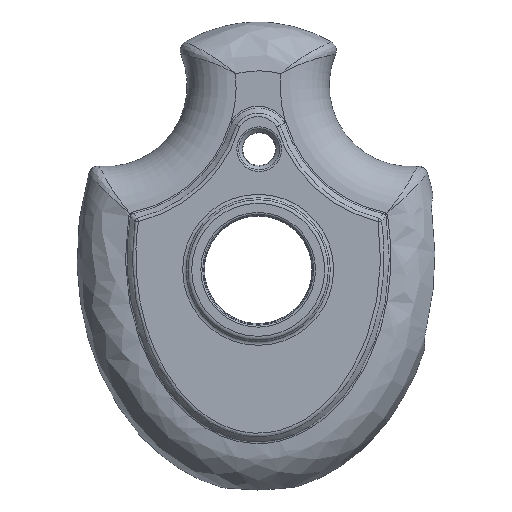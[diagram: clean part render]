
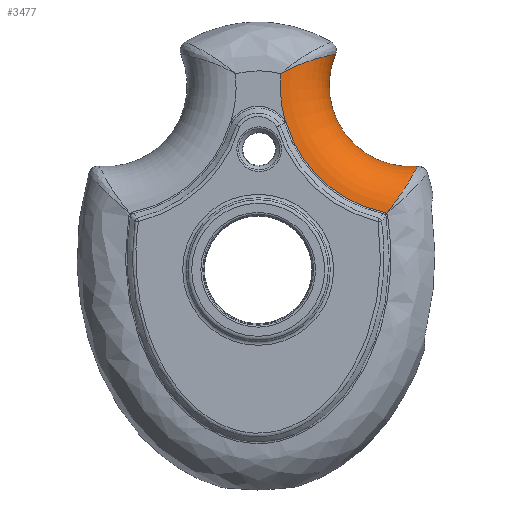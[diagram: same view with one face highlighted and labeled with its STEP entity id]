
A CAD part, top view. The second image highlights one B-rep face of the part: STEP entity #3477.
In plain terms, the highlighted toroidal (fillet/blend) face has major radius 26.5 mm and minor radius 10 mm.
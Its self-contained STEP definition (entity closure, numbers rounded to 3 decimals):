
#426=CIRCLE('',#3731,7.184);
#427=CIRCLE('',#3732,26.397);
#428=CIRCLE('',#3733,26.5);
#429=CIRCLE('',#3734,16.5);
#430=CIRCLE('',#3735,26.5);
#611=TOROIDAL_SURFACE('',#3730,26.5,10.);
#660=FACE_OUTER_BOUND('',#879,.T.);
#879=EDGE_LOOP('',(#2361,#2362,#2363,#2364,#2365,#2366,#2367,#2368));
#1141=B_SPLINE_CURVE_WITH_KNOTS('',3,(#5912,#5913,#5914,#5915),
 .UNSPECIFIED.,.F.,.F.,(4,4),(0.,0.049),.UNSPECIFIED.);
#1142=B_SPLINE_CURVE_WITH_KNOTS('',3,(#5919,#5920,#5921,#5922,#5923,#5924,
#5925,#5926,#5927,#5928),.UNSPECIFIED.,.F.,.F.,(4,1,1,1,1,2,4),(0.,0.281,
0.563,0.844,1.125,1.407,1.408),
 .UNSPECIFIED.);
#1143=B_SPLINE_CURVE_WITH_KNOTS('',3,(#5932,#5933,#5934,#5935,#5936,#5937,
#5938,#5939,#5940,#5941,#5942,#5943,#5944,#5945,#5946),.UNSPECIFIED.,.F.,
 .F.,(4,2,1,1,1,1,1,1,1,1,1,4),(-0.002,0.,0.145,
0.29,0.436,0.581,0.726,
0.871,1.016,1.162,1.307,1.452),
 .UNSPECIFIED.);
#1382=VERTEX_POINT('',#5906);
#1383=VERTEX_POINT('',#5907);
#1384=VERTEX_POINT('',#5909);
#1385=VERTEX_POINT('',#5911);
#1386=VERTEX_POINT('',#5916);
#1387=VERTEX_POINT('',#5918);
#1388=VERTEX_POINT('',#5929);
#1389=VERTEX_POINT('',#5931);
#1760=EDGE_CURVE('',#1382,#1383,#426,.T.);
#1761=EDGE_CURVE('',#1384,#1382,#427,.T.);
#1762=EDGE_CURVE('',#1385,#1384,#1141,.T.);
#1763=EDGE_CURVE('',#1385,#1386,#428,.T.);
#1764=EDGE_CURVE('',#1387,#1386,#1142,.T.);
#1765=EDGE_CURVE('',#1387,#1388,#429,.T.);
#1766=EDGE_CURVE('',#1389,#1388,#1143,.T.);
#1767=EDGE_CURVE('',#1389,#1383,#430,.T.);
#2361=ORIENTED_EDGE('',*,*,#1760,.F.);
#2362=ORIENTED_EDGE('',*,*,#1761,.F.);
#2363=ORIENTED_EDGE('',*,*,#1762,.F.);
#2364=ORIENTED_EDGE('',*,*,#1763,.T.);
#2365=ORIENTED_EDGE('',*,*,#1764,.F.);
#2366=ORIENTED_EDGE('',*,*,#1765,.T.);
#2367=ORIENTED_EDGE('',*,*,#1766,.F.);
#2368=ORIENTED_EDGE('',*,*,#1767,.T.);
#3477=ADVANCED_FACE('',(#660),#611,.T.);
#3730=AXIS2_PLACEMENT_3D('',#5905,#4150,#4151);
#3731=AXIS2_PLACEMENT_3D('',#5908,#4152,#4153);
#3732=AXIS2_PLACEMENT_3D('',#5910,#4154,#4155);
#3733=AXIS2_PLACEMENT_3D('',#5917,#4156,#4157);
#3734=AXIS2_PLACEMENT_3D('',#5930,#4158,#4159);
#3735=AXIS2_PLACEMENT_3D('',#5947,#4160,#4161);
#4150=DIRECTION('center_axis',(0.,0.,-1.));
#4151=DIRECTION('ref_axis',(-1.,0.,0.));
#4152=DIRECTION('center_axis',(-0.034,-0.022,
0.999));
#4153=DIRECTION('ref_axis',(0.842,0.538,0.041));
#4154=DIRECTION('center_axis',(0.,0.,-1.));
#4155=DIRECTION('ref_axis',(-0.204,-0.979,0.));
#4156=DIRECTION('center_axis',(0.,0.,1.));
#4157=DIRECTION('ref_axis',(-0.81,-0.587,0.));
#4158=DIRECTION('center_axis',(0.,0.,-1.));
#4159=DIRECTION('ref_axis',(-0.81,-0.587,0.));
#4160=DIRECTION('center_axis',(0.,0.,1.));
#4161=DIRECTION('ref_axis',(-0.81,-0.587,0.));
#5905=CARTESIAN_POINT('Origin',(31.,35.,22.));
#5906=CARTESIAN_POINT('',(5.7,27.467,31.999));
#5907=CARTESIAN_POINT('',(5.494,27.81,32.));
#5908=CARTESIAN_POINT('Origin',(-0.553,23.943,31.707));
#5909=CARTESIAN_POINT('',(25.614,9.158,31.999));
#5910=CARTESIAN_POINT('Origin',(31.,35.,31.999));
#5911=CARTESIAN_POINT('',(26.062,8.964,32.));
#5912=CARTESIAN_POINT('Ctrl Pts',(26.062,8.964,32.));
#5913=CARTESIAN_POINT('Ctrl Pts',(25.93,9.06,32.));
#5914=CARTESIAN_POINT('Ctrl Pts',(25.775,9.124,31.999));
#5915=CARTESIAN_POINT('Ctrl Pts',(25.614,9.158,31.999));
#5916=CARTESIAN_POINT('',(26.228,8.935,32.));
#5917=CARTESIAN_POINT('Origin',(31.,35.,32.));
#5918=CARTESIAN_POINT('',(32.465,18.565,22.));
#5919=CARTESIAN_POINT('Ctrl Pts',(32.465,18.565,22.));
#5920=CARTESIAN_POINT('Ctrl Pts',(32.465,18.565,23.172));
#5921=CARTESIAN_POINT('Ctrl Pts',(32.255,18.108,25.532));
#5922=CARTESIAN_POINT('Ctrl Pts',(31.375,16.384,28.408));
#5923=CARTESIAN_POINT('Ctrl Pts',(30.019,14.085,30.478));
#5924=CARTESIAN_POINT('Ctrl Pts',(28.287,11.538,31.716));
#5925=CARTESIAN_POINT('Ctrl Pts',(26.938,9.798,31.999));
#5926=CARTESIAN_POINT('Ctrl Pts',(26.234,8.943,32.));
#5927=CARTESIAN_POINT('Ctrl Pts',(26.231,8.939,32.));
#5928=CARTESIAN_POINT('Ctrl Pts',(26.227,8.935,32.));
#5929=CARTESIAN_POINT('',(15.792,41.4,22.));
#5930=CARTESIAN_POINT('Origin',(31.,35.,22.));
#5931=CARTESIAN_POINT('',(4.611,37.423,32.));
#5932=CARTESIAN_POINT('Ctrl Pts',(4.611,37.423,32.));
#5933=CARTESIAN_POINT('Ctrl Pts',(4.616,37.425,32.));
#5934=CARTESIAN_POINT('Ctrl Pts',(4.621,37.428,32.));
#5935=CARTESIAN_POINT('Ctrl Pts',(5.113,37.702,31.999));
#5936=CARTESIAN_POINT('Ctrl Pts',(6.102,38.224,31.934));
#5937=CARTESIAN_POINT('Ctrl Pts',(7.595,38.925,31.642));
#5938=CARTESIAN_POINT('Ctrl Pts',(9.077,39.541,31.151));
#5939=CARTESIAN_POINT('Ctrl Pts',(10.52,40.069,30.455));
#5940=CARTESIAN_POINT('Ctrl Pts',(11.887,40.504,29.553));
#5941=CARTESIAN_POINT('Ctrl Pts',(13.149,40.85,28.424));
#5942=CARTESIAN_POINT('Ctrl Pts',(14.232,41.105,27.095));
#5943=CARTESIAN_POINT('Ctrl Pts',(15.1,41.28,25.542));
#5944=CARTESIAN_POINT('Ctrl Pts',(15.659,41.379,23.831));
#5945=CARTESIAN_POINT('Ctrl Pts',(15.792,41.4,22.605));
#5946=CARTESIAN_POINT('Ctrl Pts',(15.792,41.4,22.));
#5947=CARTESIAN_POINT('Origin',(31.,35.,32.));
